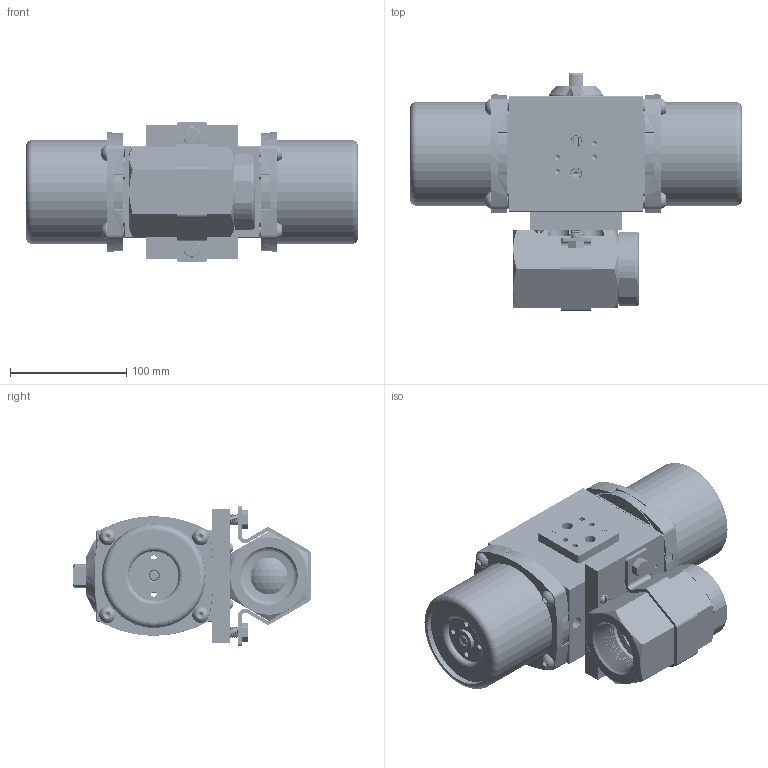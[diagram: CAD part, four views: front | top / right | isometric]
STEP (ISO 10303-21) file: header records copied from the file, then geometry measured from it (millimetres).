
FILE_DESCRIPTION (( 'STEP AP203' ), '1' );
FILE_NAME ('82XXNA522SR.step', '2018-06-04T11:53:30', ( '' ), ( '' ), 'SwSTEP 2.0', 'SolidWorks 2017', '' );
FILE_SCHEMA (( 'CONFIG_CONTROL_DESIGN' ));
Length unit declared in the file: inch
Products named in the file (1): 82XXNA522SR
Bounding box: 285.09 x 204.65 x 120.65 mm (x, y, z)
Volume: 1254359.3 mm3; surface area: 477841.7 mm2
Topology: 48 solids, 48 shells, 4232 faces, 10781 edges, 6678 vertices
Faces by surface type: cylinder 1654, cone 1615, plane 697, torus 176, bspline 68, sphere 22
Entity records: 147039 total; most frequent: CARTESIAN_POINT 42633, DIRECTION 23620, ORIENTED_EDGE 21342, EDGE_CURVE 10671, AXIS2_PLACEMENT_3D 9570, VERTEX_POINT 6676, CIRCLE 5405, EDGE_LOOP 4547
